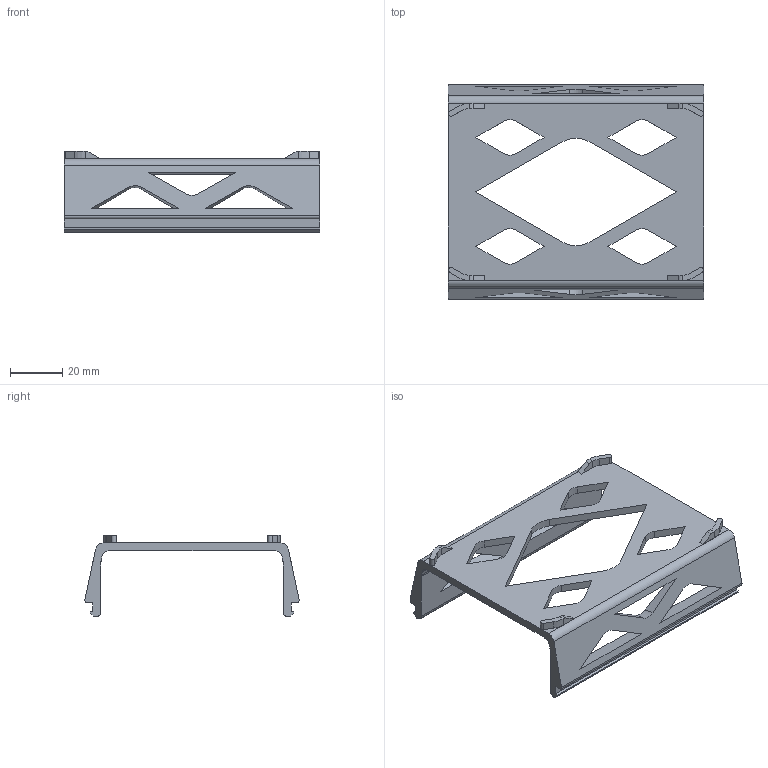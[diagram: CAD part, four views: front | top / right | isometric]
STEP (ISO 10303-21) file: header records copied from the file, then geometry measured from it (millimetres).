
FILE_DESCRIPTION((''),'2;1');
FILE_NAME('raspi_base.stp','2022-07-04T22:00:49',(''),(''),'STEP Write','Mastercam X8 ... CNC Software, Inc.','');
FILE_SCHEMA(('AUTOMOTIVE_DESIGN'));
Length unit declared in the file: millimetre
Products named in the file (1): None
Bounding box: 98 x 82.31 x 31.39 mm (x, y, z)
Volume: 30470 mm3; surface area: 22806.8 mm2
Topology: 1 solids, 1 shells, 136 faces, 392 edges, 260 vertices
Faces by surface type: plane 92, cylinder 44
Entity records: 4510 total; most frequent: CARTESIAN_POINT 812, ORIENTED_EDGE 784, DIRECTION 740, EDGE_CURVE 392, VECTOR 300, LINE 300, VERTEX_POINT 260, AXIS2_PLACEMENT_3D 220
